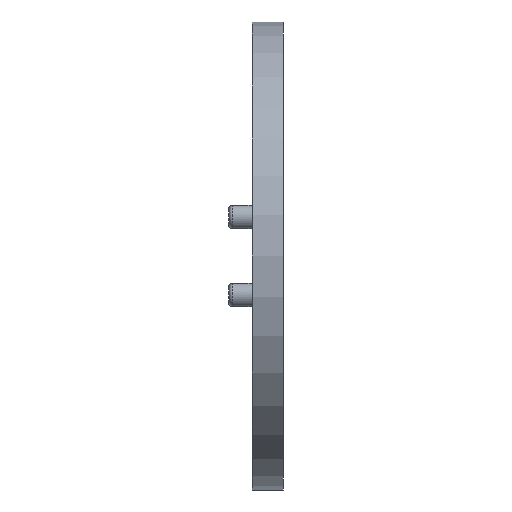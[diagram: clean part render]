
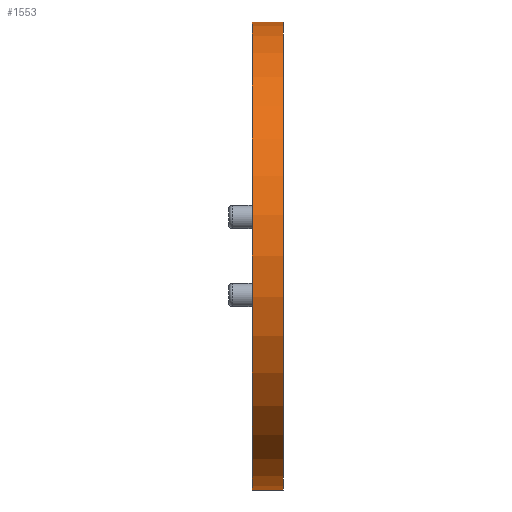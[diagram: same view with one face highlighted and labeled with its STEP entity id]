
A CAD part, left-side view. The second image highlights one B-rep face of the part: STEP entity #1553.
In plain terms, the highlighted cylindrical face has radius 30 mm (diameter 60 mm), a partial arc.
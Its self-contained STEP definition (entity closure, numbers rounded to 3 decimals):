
#201=LINE('',#2738,#279);
#202=LINE('',#2742,#280);
#279=VECTOR('',#2302,10.);
#280=VECTOR('',#2307,10.);
#320=CYLINDRICAL_SURFACE('',#1791,30.);
#402=FACE_OUTER_BOUND('',#523,.T.);
#523=EDGE_LOOP('',(#1423,#1424,#1425,#1426));
#593=CIRCLE('',#1624,30.);
#693=CIRCLE('',#1792,30.);
#725=VERTEX_POINT('',#2398);
#726=VERTEX_POINT('',#2400);
#827=VERTEX_POINT('',#2736);
#828=VERTEX_POINT('',#2740);
#869=EDGE_CURVE('',#725,#726,#593,.T.);
#1038=EDGE_CURVE('',#827,#726,#201,.T.);
#1039=EDGE_CURVE('',#828,#827,#693,.T.);
#1040=EDGE_CURVE('',#828,#725,#202,.T.);
#1423=ORIENTED_EDGE('',*,*,#1039,.T.);
#1424=ORIENTED_EDGE('',*,*,#1038,.T.);
#1425=ORIENTED_EDGE('',*,*,#869,.F.);
#1426=ORIENTED_EDGE('',*,*,#1040,.F.);
#1553=ADVANCED_FACE('',(#402),#320,.T.);
#1624=AXIS2_PLACEMENT_3D('',#2401,#1899,#1900);
#1791=AXIS2_PLACEMENT_3D('',#2739,#2303,#2304);
#1792=AXIS2_PLACEMENT_3D('',#2741,#2305,#2306);
#1899=DIRECTION('center_axis',(0.,1.,0.));
#1900=DIRECTION('ref_axis',(0.,0.,-1.));
#2302=DIRECTION('',(0.,1.,0.));
#2303=DIRECTION('center_axis',(0.,1.,0.));
#2304=DIRECTION('ref_axis',(0.,0.,-1.));
#2305=DIRECTION('center_axis',(0.,1.,0.));
#2306=DIRECTION('ref_axis',(0.,0.,-1.));
#2307=DIRECTION('',(0.,1.,0.));
#2398=CARTESIAN_POINT('',(-15.,4.,-30.));
#2400=CARTESIAN_POINT('',(-15.,4.,30.));
#2401=CARTESIAN_POINT('Origin',(-15.,4.,0.));
#2736=CARTESIAN_POINT('',(-15.,0.,30.));
#2738=CARTESIAN_POINT('',(-15.,0.,30.));
#2739=CARTESIAN_POINT('Origin',(-15.,0.,0.));
#2740=CARTESIAN_POINT('',(-15.,0.,-30.));
#2741=CARTESIAN_POINT('Origin',(-15.,0.,0.));
#2742=CARTESIAN_POINT('',(-15.,0.,-30.));
